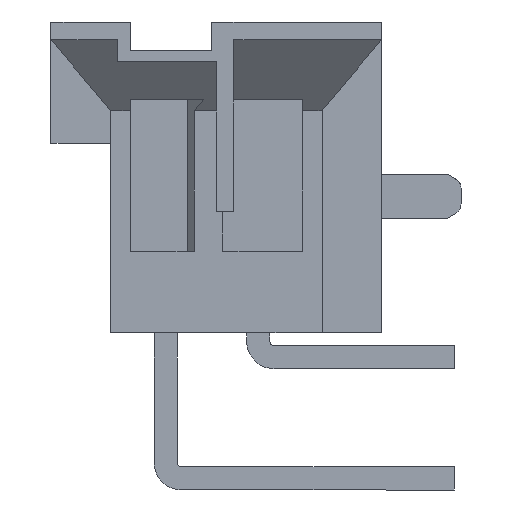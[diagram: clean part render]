
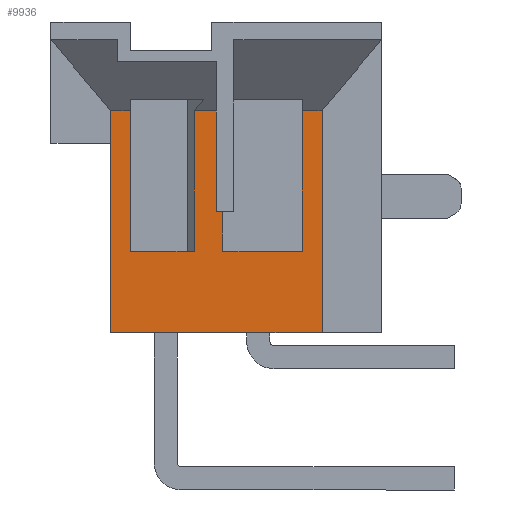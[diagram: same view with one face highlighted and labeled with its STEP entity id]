
A CAD part, left-side view. The second image highlights one B-rep face of the part: STEP entity #9936.
In plain terms, the highlighted planar face has unit normal (-1, 0, 0).
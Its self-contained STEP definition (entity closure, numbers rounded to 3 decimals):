
#1164 = FACE_OUTER_BOUND ( 'NONE', #6743, .T. ) ;
#2287 = AXIS2_PLACEMENT_3D ( 'NONE', #3636, #3642, #3643 ) ;
#3633 = PLANE ( 'NONE',  #2287 ) ;
#3636 = CARTESIAN_POINT ( 'NONE',  ( -15.3, -4.992, 3.234 ) ) ;
#3642 = DIRECTION ( 'NONE',  ( 1., 0., 0. ) ) ;
#3643 = DIRECTION ( 'NONE',  ( 0., 0., -1. ) ) ;
#4810 = LINE ( 'NONE', #5664, #5977 ) ;
#4812 = LINE ( 'NONE', #5674, #5981 ) ;
#5207 = CARTESIAN_POINT ( 'NONE',  ( -15.3, -0.3, -3.35 ) ) ;
#5210 = CARTESIAN_POINT ( 'NONE',  ( -15.3, -0.3, -1.55 ) ) ;
#5211 = CARTESIAN_POINT ( 'NONE',  ( -15.3, -3.9, -3.35 ) ) ;
#5212 = CARTESIAN_POINT ( 'NONE',  ( -15.3, -3.9, 3.032 ) ) ;
#5214 = CARTESIAN_POINT ( 'NONE',  ( -15.3, -4.8, 3.032 ) ) ;
#5215 = CARTESIAN_POINT ( 'NONE',  ( -15.3, -4.8, -7.05 ) ) ;
#5216 = CARTESIAN_POINT ( 'NONE',  ( -15.3, 4.8, -7.05 ) ) ;
#5217 = CARTESIAN_POINT ( 'NONE',  ( -15.3, 3.9, -3.35 ) ) ;
#5664 = CARTESIAN_POINT ( 'NONE',  ( -15.3, 0., -3.35 ) ) ;
#5668 = CARTESIAN_POINT ( 'NONE',  ( -15.3, -0.3, -2.009 ) ) ;
#5669 = DIRECTION ( 'NONE',  ( 0., 0., -1. ) ) ;
#5674 = CARTESIAN_POINT ( 'NONE',  ( -15.3, -3.9, -2.009 ) ) ;
#5675 = DIRECTION ( 'NONE',  ( 0., -1., 0. ) ) ;
#5679 = DIRECTION ( 'NONE',  ( 0., 0., 1. ) ) ;
#5682 = CARTESIAN_POINT ( 'NONE',  ( -15.3, 0., -3.35 ) ) ;
#5683 = DIRECTION ( 'NONE',  ( 0., -1., 0. ) ) ;
#5684 = CARTESIAN_POINT ( 'NONE',  ( -15.3, -4.8, -2.009 ) ) ;
#5687 = DIRECTION ( 'NONE',  ( 0., 0., -1. ) ) ;
#5690 = CARTESIAN_POINT ( 'NONE',  ( -15.3, 0., -7.05 ) ) ;
#5691 = DIRECTION ( 'NONE',  ( 0., 1., 0. ) ) ;
#5692 = CARTESIAN_POINT ( 'NONE',  ( -15.3, 3.9, -2.009 ) ) ;
#5693 = DIRECTION ( 'NONE',  ( 0., 0., -1. ) ) ;
#5706 = CARTESIAN_POINT ( 'NONE',  ( -15.3, 1., -2.009 ) ) ;
#5707 = DIRECTION ( 'NONE',  ( 0., 0., 1. ) ) ;
#5708 = CARTESIAN_POINT ( 'NONE',  ( -15.3, 4.8, -2.009 ) ) ;
#5723 = DIRECTION ( 'NONE',  ( 0., 0., 1. ) ) ;
#5808 = CARTESIAN_POINT ( 'NONE',  ( -15.3, 0., 2.094 ) ) ;
#5809 = DIRECTION ( 'NONE',  ( 0., 0., 1. ) ) ;
#5810 = CARTESIAN_POINT ( 'NONE',  ( -15.3, 0., 3.032 ) ) ;
#5812 = CARTESIAN_POINT ( 'NONE',  ( -15.3, 0., -1.55 ) ) ;
#5813 = DIRECTION ( 'NONE',  ( 0., -1., 0. ) ) ;
#5814 = CARTESIAN_POINT ( 'NONE',  ( -15.3, 0., 3.032 ) ) ;
#5815 = DIRECTION ( 'NONE',  ( 0., 1., 0. ) ) ;
#5816 = CARTESIAN_POINT ( 'NONE',  ( -15.3, 0., 3.032 ) ) ;
#5817 = DIRECTION ( 'NONE',  ( 0., -1., 0. ) ) ;
#5821 = DIRECTION ( 'NONE',  ( 0., -1., 0. ) ) ;
#5971 = LINE ( 'NONE', #5668, #5972 ) ;
#5972 = VECTOR ( 'NONE', #5669, 1000. ) ;
#5977 = VECTOR ( 'NONE', #5675, 1000. ) ;
#5978 = LINE ( 'NONE', #5684, #5989 ) ;
#5981 = VECTOR ( 'NONE', #5679, 1000. ) ;
#5985 = LINE ( 'NONE', #5682, #5986 ) ;
#5986 = VECTOR ( 'NONE', #5683, 1000. ) ;
#5989 = VECTOR ( 'NONE', #5687, 1000. ) ;
#5993 = LINE ( 'NONE', #5690, #5994 ) ;
#5994 = VECTOR ( 'NONE', #5691, 1000. ) ;
#5995 = LINE ( 'NONE', #5692, #5996 ) ;
#5996 = VECTOR ( 'NONE', #5693, 1000. ) ;
#6000 = LINE ( 'NONE', #5708, #6025 ) ;
#6009 = LINE ( 'NONE', #5706, #6010 ) ;
#6010 = VECTOR ( 'NONE', #5707, 1000. ) ;
#6025 = VECTOR ( 'NONE', #5723, 1000. ) ;
#6104 = LINE ( 'NONE', #5810, #6123 ) ;
#6111 = LINE ( 'NONE', #5808, #6112 ) ;
#6112 = VECTOR ( 'NONE', #5809, 1000. ) ;
#6115 = LINE ( 'NONE', #5812, #6116 ) ;
#6116 = VECTOR ( 'NONE', #5813, 1000. ) ;
#6117 = LINE ( 'NONE', #5814, #6118 ) ;
#6118 = VECTOR ( 'NONE', #5815, 1000. ) ;
#6119 = LINE ( 'NONE', #5816, #6120 ) ;
#6120 = VECTOR ( 'NONE', #5817, 1000. ) ;
#6123 = VECTOR ( 'NONE', #5821, 1000. ) ;
#6426 = VERTEX_POINT ( 'NONE', #8037 ) ;
#6428 = VERTEX_POINT ( 'NONE', #8039 ) ;
#6430 = VERTEX_POINT ( 'NONE', #8041 ) ;
#6743 = EDGE_LOOP ( 'NONE', ( #6790, #6791, #6792, #6793, #6794, #6795, #6796, #6797, #6798, #6799, #6800, #6801, #6802, #6803 ) ) ;
#6790 = ORIENTED_EDGE ( 'NONE', *, *, #12022, .F. ) ;
#6791 = ORIENTED_EDGE ( 'NONE', *, *, #12010, .F. ) ;
#6792 = ORIENTED_EDGE ( 'NONE', *, *, #12015, .F. ) ;
#6793 = ORIENTED_EDGE ( 'NONE', *, *, #12077, .F. ) ;
#6794 = ORIENTED_EDGE ( 'NONE', *, *, #12030, .F. ) ;
#6795 = ORIENTED_EDGE ( 'NONE', *, *, #12014, .F. ) ;
#6796 = ORIENTED_EDGE ( 'NONE', *, *, #12012, .F. ) ;
#6797 = ORIENTED_EDGE ( 'NONE', *, *, #12076, .T. ) ;
#6798 = ORIENTED_EDGE ( 'NONE', *, *, #12008, .F. ) ;
#6799 = ORIENTED_EDGE ( 'NONE', *, *, #12006, .F. ) ;
#6800 = ORIENTED_EDGE ( 'NONE', *, *, #12003, .F. ) ;
#6801 = ORIENTED_EDGE ( 'NONE', *, *, #12075, .F. ) ;
#6802 = ORIENTED_EDGE ( 'NONE', *, *, #12073, .T. ) ;
#6803 = ORIENTED_EDGE ( 'NONE', *, *, #12079, .F. ) ;
#7381 = VERTEX_POINT ( 'NONE', #9291 ) ;
#7406 = VERTEX_POINT ( 'NONE', #9321 ) ;
#7407 = VERTEX_POINT ( 'NONE', #9322 ) ;
#8037 = CARTESIAN_POINT ( 'NONE',  ( -15.3, 3.9, 3.032 ) ) ;
#8039 = CARTESIAN_POINT ( 'NONE',  ( -15.3, 1., -3.35 ) ) ;
#8041 = CARTESIAN_POINT ( 'NONE',  ( -15.3, 1., 3.032 ) ) ;
#9291 = CARTESIAN_POINT ( 'NONE',  ( -15.3, 4.8, 3.032 ) ) ;
#9321 = CARTESIAN_POINT ( 'NONE',  ( -15.3, 0., -1.55 ) ) ;
#9322 = CARTESIAN_POINT ( 'NONE',  ( -15.3, 0., 3.032 ) ) ;
#9936 = ADVANCED_FACE ( 'NONE', ( #1164 ), #3633, .F. ) ;
#10682 = VERTEX_POINT ( 'NONE', #5207 ) ;
#10685 = VERTEX_POINT ( 'NONE', #5210 ) ;
#10686 = VERTEX_POINT ( 'NONE', #5211 ) ;
#10687 = VERTEX_POINT ( 'NONE', #5212 ) ;
#10689 = VERTEX_POINT ( 'NONE', #5214 ) ;
#10690 = VERTEX_POINT ( 'NONE', #5215 ) ;
#10691 = VERTEX_POINT ( 'NONE', #5216 ) ;
#10692 = VERTEX_POINT ( 'NONE', #5217 ) ;
#12003 = EDGE_CURVE ( 'NONE', #10685, #10682, #5971, .T. ) ;
#12006 = EDGE_CURVE ( 'NONE', #10682, #10686, #4810, .T. ) ;
#12008 = EDGE_CURVE ( 'NONE', #10686, #10687, #4812, .T. ) ;
#12010 = EDGE_CURVE ( 'NONE', #10692, #6428, #5985, .T. ) ;
#12012 = EDGE_CURVE ( 'NONE', #10689, #10690, #5978, .T. ) ;
#12014 = EDGE_CURVE ( 'NONE', #10690, #10691, #5993, .T. ) ;
#12015 = EDGE_CURVE ( 'NONE', #6426, #10692, #5995, .T. ) ;
#12022 = EDGE_CURVE ( 'NONE', #6428, #6430, #6009, .T. ) ;
#12030 = EDGE_CURVE ( 'NONE', #10691, #7381, #6000, .T. ) ;
#12073 = EDGE_CURVE ( 'NONE', #7406, #7407, #6111, .T. ) ;
#12075 = EDGE_CURVE ( 'NONE', #7406, #10685, #6115, .T. ) ;
#12076 = EDGE_CURVE ( 'NONE', #10689, #10687, #6117, .T. ) ;
#12077 = EDGE_CURVE ( 'NONE', #7381, #6426, #6119, .T. ) ;
#12079 = EDGE_CURVE ( 'NONE', #6430, #7407, #6104, .T. ) ;
